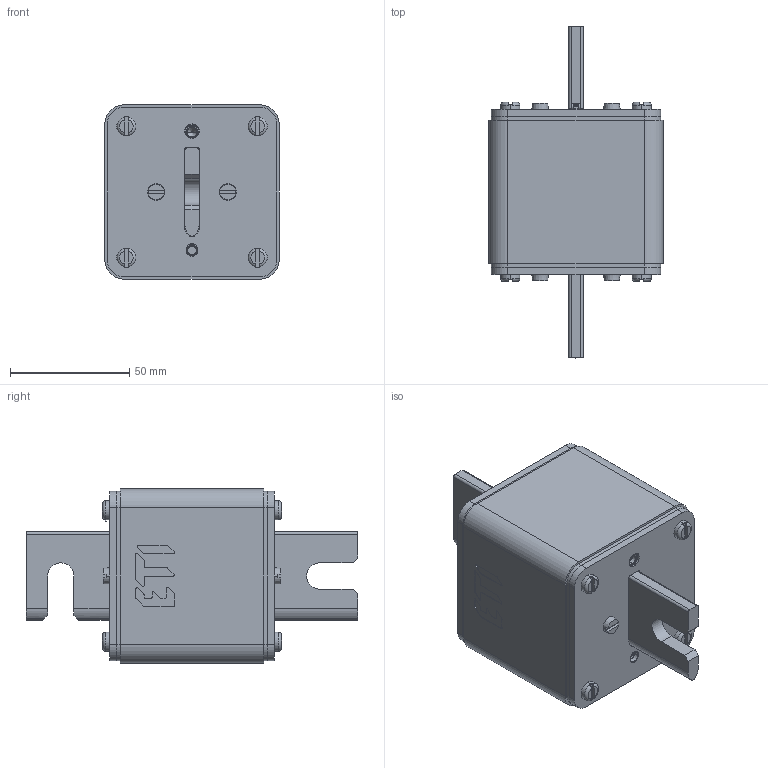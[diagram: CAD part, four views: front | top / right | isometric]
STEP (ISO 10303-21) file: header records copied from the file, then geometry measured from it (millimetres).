
FILE_DESCRIPTION((''),'2;1');
FILE_NAME('004725250_S3_GS_110-560A_690V_ASM','2021-12-21T',('marketing.praksa'),('Audax d.o.o.'),'CREO PARAMETRIC BY PTC INC, 2017480','CREO PARAMETRIC BY PTC INC, 2017480','');
FILE_SCHEMA(('AUTOMOTIVE_DESIGN { 1 0 10303 214 1 1 1 1 }'));
Length unit declared in the file: millimetre
Products named in the file (15): 0000045934_1_1; 0000045921_1; 0000011586_AF1_1_1; 0000011580_1_1; 0000011599_1; 0000015360_1_1; 0000037876_1_1; 0000019000_AF0_1_1; 0000020139_AF0_2; 0000034899_ASM_1_ASM; 0000019000_AF1_1; 0000020161_AF0_2; 0000020421_ASM_1_ASM; 0000029784_2; 004725250_S3_GS_110-560A_690V_ASM
Assembly tree (28 placements, depth 3):
  004725250_S3_GS_110-560A_690V_ASM
    0000045934_1_1  x2
    0000045921_1  x2
    0000011586_AF1_1_1
    0000011580_1_1  x2
    0000011599_1  x2
    0000015360_1_1  x8
    0000037876_1_1  x4
    0000034899_ASM_1_ASM
      0000019000_AF0_1_1
      0000020139_AF0_2
    0000020421_ASM_1_ASM
      0000019000_AF1_1
      0000020161_AF0_2
    0000029784_2
Bounding box: 73 x 139 x 73 mm (x, y, z)
Volume: 389060.5 mm3; surface area: 90757.3 mm2
Topology: 26 solids, 42 shells, 767 faces, 1922 edges, 1222 vertices
Faces by surface type: cylinder 304, plane 288, cone 96, torus 76, bspline 3
Entity records: 21473 total; most frequent: CARTESIAN_POINT 3000, DIRECTION 2582, ORIENTED_EDGE 2228, EDGE_CURVE 1140, AXIS2_PLACEMENT_3D 988, PRESENTATION_STYLE_ASSIGNMENT 799, VERTEX_POINT 750, STYLED_ITEM 748
